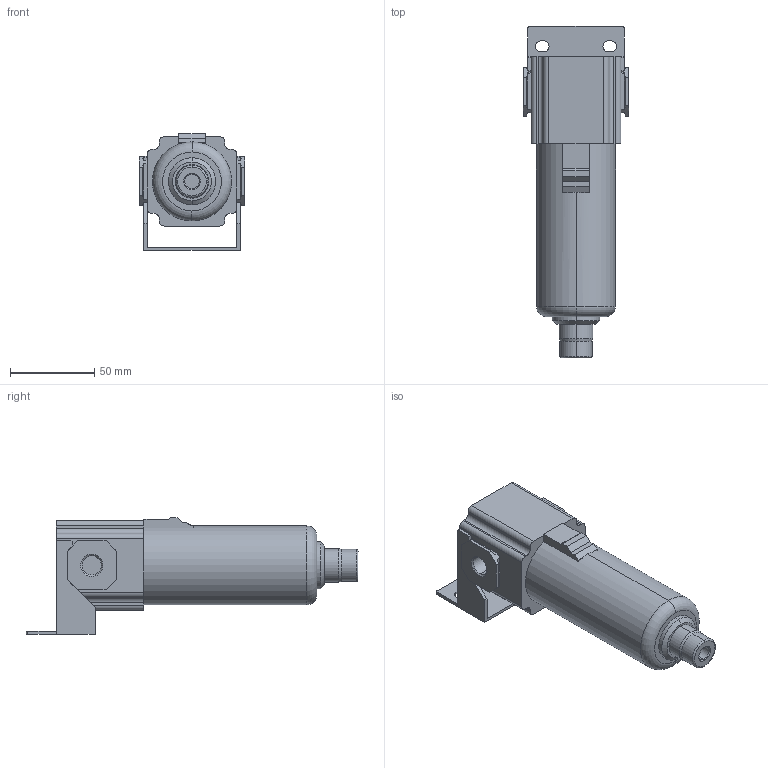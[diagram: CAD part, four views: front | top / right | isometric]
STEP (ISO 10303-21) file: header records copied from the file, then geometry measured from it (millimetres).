
FILE_DESCRIPTION (( 'STEP AP203' ), '1' );
FILE_NAME ('AF2-323-AN.step', '2020-04-16T19:49:44', ( '' ), ( '' ), 'SwSTEP 2.0', 'SolidWorks 2019', '' );
FILE_SCHEMA (( 'CONFIG_CONTROL_DESIGN' ));
Length unit declared in the file: millimetre
Products named in the file (1): AF2-323-AN
Bounding box: 62.5 x 197 x 69.42 mm (x, y, z)
Volume: 332321.4 mm3; surface area: 41552 mm2
Topology: 1 solids, 1 shells, 137 faces, 372 edges, 240 vertices
Faces by surface type: plane 91, cylinder 32, cone 10, torus 4
Entity records: 4381 total; most frequent: CARTESIAN_POINT 784, ORIENTED_EDGE 744, DIRECTION 720, EDGE_CURVE 372, LINE 288, VECTOR 288, VERTEX_POINT 240, AXIS2_PLACEMENT_3D 216
